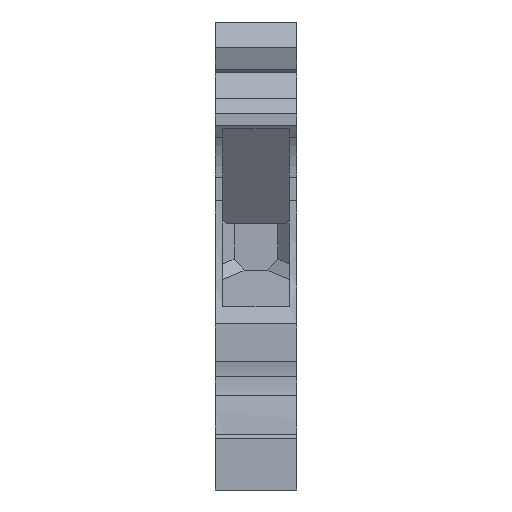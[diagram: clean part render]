
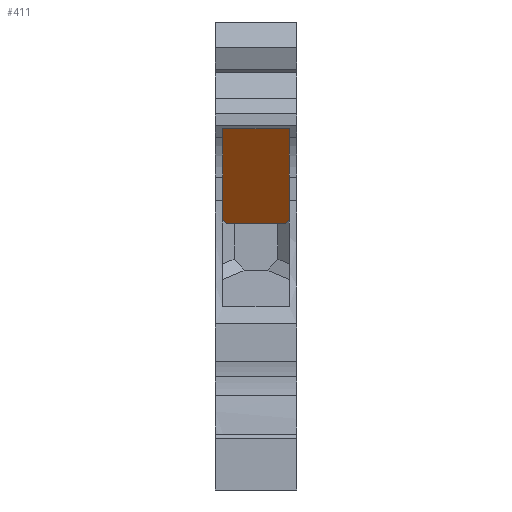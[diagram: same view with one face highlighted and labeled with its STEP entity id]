
A CAD part, front view. The second image highlights one B-rep face of the part: STEP entity #411.
In plain terms, the highlighted planar face has unit normal (0, -0.791, -0.612).
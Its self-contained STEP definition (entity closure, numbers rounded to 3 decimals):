
#411=ADVANCED_FACE('',(#877),#878,.F.);
#877=FACE_OUTER_BOUND('',#1392,.T.);
#878=PLANE('',#1393);
#1392=EDGE_LOOP('',(#2657,#2658,#2659,#2660,#2661,#2662));
#1393=AXIS2_PLACEMENT_3D('',#2663,#2664,#2665);
#2657=ORIENTED_EDGE('',*,*,#3676,.F.);
#2658=ORIENTED_EDGE('',*,*,#3653,.T.);
#2659=ORIENTED_EDGE('',*,*,#3639,.F.);
#2660=ORIENTED_EDGE('',*,*,#3659,.F.);
#2661=ORIENTED_EDGE('',*,*,#3673,.F.);
#2662=ORIENTED_EDGE('',*,*,#3667,.F.);
#2663=CARTESIAN_POINT('',(0.75,0.245,38.951));
#2664=DIRECTION('',(0.,0.791,0.612));
#2665=DIRECTION('',(-1.0,0.0,0.));
#3639=EDGE_CURVE('',#4517,#4519,#4520,.T.);
#3653=EDGE_CURVE('',#4535,#4519,#4541,.T.);
#3659=EDGE_CURVE('',#4548,#4517,#4550,.T.);
#3667=EDGE_CURVE('',#4562,#4563,#4564,.T.);
#3673=EDGE_CURVE('',#4563,#4548,#4572,.T.);
#3676=EDGE_CURVE('',#4535,#4562,#4575,.T.);
#4517=VERTEX_POINT('',#5759);
#4519=VERTEX_POINT('',#5762);
#4520=LINE('',#5763,#5764);
#4535=VERTEX_POINT('',#5783);
#4541=LINE('',#5792,#5793);
#4548=VERTEX_POINT('',#5803);
#4550=LINE('',#5806,#5807);
#4562=VERTEX_POINT('',#5823);
#4563=VERTEX_POINT('',#5824);
#4564=LINE('',#5825,#5826);
#4572=LINE('',#5838,#5839);
#4575=LINE('',#5843,#5844);
#5759=CARTESIAN_POINT('',(0.75,2.395,36.172));
#5762=CARTESIAN_POINT('',(7.4,2.395,36.172));
#5763=CARTESIAN_POINT('',(8.15,2.395,36.172));
#5764=VECTOR('',#6655,1.0);
#5783=CARTESIAN_POINT('',(7.4,9.425,27.086));
#5792=CARTESIAN_POINT('',(7.4,18.599,15.229));
#5793=VECTOR('',#6672,1.0);
#5803=CARTESIAN_POINT('',(0.75,9.425,27.086));
#5806=CARTESIAN_POINT('',(0.75,18.599,15.229));
#5807=VECTOR('',#6677,1.0);
#5823=CARTESIAN_POINT('',(7.075,9.75,26.666));
#5824=CARTESIAN_POINT('',(1.075,9.75,26.666));
#5825=CARTESIAN_POINT('',(8.15,9.75,26.666));
#5826=VECTOR('',#6682,1.0);
#5838=CARTESIAN_POINT('',(15.943,24.618,7.45));
#5839=VECTOR('',#6687,1.0);
#5843=CARTESIAN_POINT('',(-1.774,18.599,15.229));
#5844=VECTOR('',#6689,1.0);
#6655=DIRECTION('',(1.0,0.0,0.));
#6672=DIRECTION('',(0.,-0.612,0.791));
#6677=DIRECTION('',(0.,-0.612,0.791));
#6682=DIRECTION('',(-1.0,0.0,0.));
#6687=DIRECTION('',(-0.522,-0.522,0.675));
#6689=DIRECTION('',(-0.522,0.522,-0.675));
